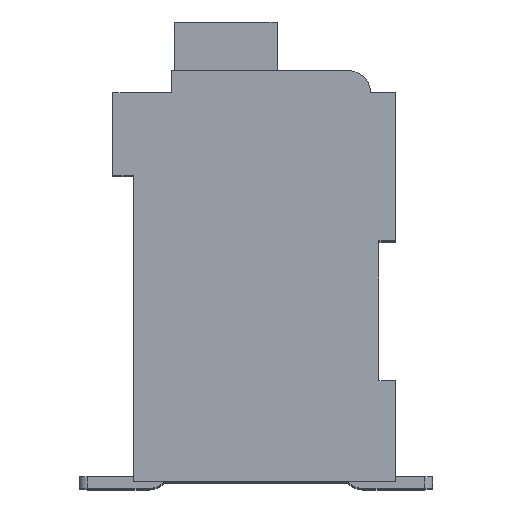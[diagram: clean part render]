
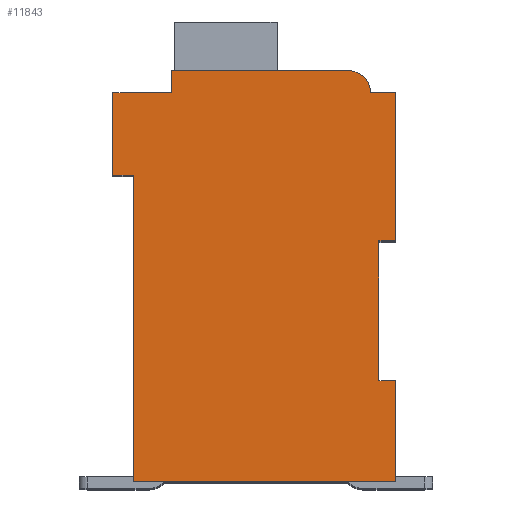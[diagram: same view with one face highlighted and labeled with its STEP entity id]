
A CAD part, top view. The second image highlights one B-rep face of the part: STEP entity #11843.
In plain terms, the highlighted planar face has unit normal (0, 0, 1).
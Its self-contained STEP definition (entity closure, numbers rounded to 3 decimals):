
#1984=DIRECTION('',(1.,0.,0.));
#1985=VECTOR('',#1984,0.5);
#1986=CARTESIAN_POINT('',(7.3,7.15,2.1));
#1987=LINE('',#1986,#1985);
#1988=DIRECTION('',(0.,1.,0.));
#1989=VECTOR('',#1988,4.15);
#1990=CARTESIAN_POINT('',(7.3,3.,2.1));
#1991=LINE('',#1990,#1989);
#1992=DIRECTION('',(-1.,0.,0.));
#1993=VECTOR('',#1992,0.5);
#1994=CARTESIAN_POINT('',(7.8,3.,2.1));
#1995=LINE('',#1994,#1993);
#1996=DIRECTION('',(0.,1.,0.));
#1997=VECTOR('',#1996,3.);
#1998=CARTESIAN_POINT('',(7.8,0.,2.1));
#1999=LINE('',#1998,#1997);
#2000=DIRECTION('',(1.,0.,0.));
#2001=VECTOR('',#2000,7.8);
#2002=CARTESIAN_POINT('',(0.,0.,2.1));
#2003=LINE('',#2002,#2001);
#2004=DIRECTION('',(0.,-1.,0.));
#2005=VECTOR('',#2004,9.1);
#2006=CARTESIAN_POINT('',(0.,9.1,2.1));
#2007=LINE('',#2006,#2005);
#2008=DIRECTION('',(1.,0.,0.));
#2009=VECTOR('',#2008,0.6);
#2010=CARTESIAN_POINT('',(-0.6,9.1,2.1));
#2011=LINE('',#2010,#2009);
#2012=DIRECTION('',(0.,-1.,0.));
#2013=VECTOR('',#2012,2.45);
#2014=CARTESIAN_POINT('',(-0.6,11.55,2.1));
#2015=LINE('',#2014,#2013);
#2016=DIRECTION('',(-1.,0.,0.));
#2017=VECTOR('',#2016,1.75);
#2018=CARTESIAN_POINT('',(1.15,11.55,2.1));
#2019=LINE('',#2018,#2017);
#2020=DIRECTION('',(0.,-1.,0.));
#2021=VECTOR('',#2020,0.65);
#2022=CARTESIAN_POINT('',(1.15,12.2,2.1));
#2023=LINE('',#2022,#2021);
#2024=DIRECTION('',(-1.,0.,0.));
#2025=VECTOR('',#2024,5.25);
#2026=CARTESIAN_POINT('',(6.4,12.2,2.1));
#2027=LINE('',#2026,#2025);
#2028=CARTESIAN_POINT('',(6.4,11.55,2.1));
#2029=DIRECTION('',(0.,0.,1.));
#2030=DIRECTION('',(1.,0.,0.));
#2031=AXIS2_PLACEMENT_3D('',#2028,#2029,#2030);
#2033=DIRECTION('',(-1.,0.,0.));
#2034=VECTOR('',#2033,0.75);
#2035=CARTESIAN_POINT('',(7.8,11.55,2.1));
#2036=LINE('',#2035,#2034);
#2037=DIRECTION('',(0.,1.,0.));
#2038=VECTOR('',#2037,4.4);
#2039=CARTESIAN_POINT('',(7.8,7.15,2.1));
#2040=LINE('',#2039,#2038);
#7643=CARTESIAN_POINT('',(7.3,7.15,2.1));
#7644=CARTESIAN_POINT('',(7.8,7.15,2.1));
#7645=VERTEX_POINT('',#7643);
#7646=VERTEX_POINT('',#7644);
#7647=CARTESIAN_POINT('',(7.8,11.55,2.1));
#7648=VERTEX_POINT('',#7647);
#7649=CARTESIAN_POINT('',(7.05,11.55,2.1));
#7650=VERTEX_POINT('',#7649);
#7651=CARTESIAN_POINT('',(6.4,12.2,2.1));
#7652=VERTEX_POINT('',#7651);
#7653=CARTESIAN_POINT('',(1.15,12.2,2.1));
#7654=VERTEX_POINT('',#7653);
#7655=CARTESIAN_POINT('',(1.15,11.55,2.1));
#7656=VERTEX_POINT('',#7655);
#7657=CARTESIAN_POINT('',(-0.6,11.55,2.1));
#7658=VERTEX_POINT('',#7657);
#7659=CARTESIAN_POINT('',(-0.6,9.1,2.1));
#7660=VERTEX_POINT('',#7659);
#7661=CARTESIAN_POINT('',(0.,9.1,2.1));
#7662=VERTEX_POINT('',#7661);
#7663=CARTESIAN_POINT('',(0.,0.,2.1));
#7664=VERTEX_POINT('',#7663);
#7665=CARTESIAN_POINT('',(7.8,0.,2.1));
#7666=VERTEX_POINT('',#7665);
#7667=CARTESIAN_POINT('',(7.8,3.,2.1));
#7668=VERTEX_POINT('',#7667);
#7669=CARTESIAN_POINT('',(7.3,3.,2.1));
#7670=VERTEX_POINT('',#7669);
#11819=CARTESIAN_POINT('',(0.,0.,2.1));
#11820=DIRECTION('',(0.,0.,1.));
#11821=DIRECTION('',(1.,0.,0.));
#11822=AXIS2_PLACEMENT_3D('',#11819,#11820,#11821);
#11823=PLANE('',#11822);
#11824=ORIENTED_EDGE('',*,*,#10020,.F.);
#11825=ORIENTED_EDGE('',*,*,#10427,.F.);
#11827=ORIENTED_EDGE('',*,*,#11826,.F.);
#11829=ORIENTED_EDGE('',*,*,#11828,.F.);
#11831=ORIENTED_EDGE('',*,*,#11830,.F.);
#11832=ORIENTED_EDGE('',*,*,#10574,.F.);
#11833=ORIENTED_EDGE('',*,*,#10662,.F.);
#11834=ORIENTED_EDGE('',*,*,#10816,.F.);
#11835=ORIENTED_EDGE('',*,*,#10975,.F.);
#11836=ORIENTED_EDGE('',*,*,#11044,.F.);
#11837=ORIENTED_EDGE('',*,*,#11306,.F.);
#11838=ORIENTED_EDGE('',*,*,#11677,.F.);
#11839=ORIENTED_EDGE('',*,*,#11589,.F.);
#11840=ORIENTED_EDGE('',*,*,#10243,.F.);
#11841=EDGE_LOOP('',(#11824,#11825,#11827,#11829,#11831,#11832,#11833,#11834,
#11835,#11836,#11837,#11838,#11839,#11840));
#11842=FACE_OUTER_BOUND('',#11841,.F.);
#2032=CIRCLE('',#2031,0.65);
#10020=EDGE_CURVE('',#7645,#7646,#1987,.T.);
#10243=EDGE_CURVE('',#7646,#7648,#2040,.T.);
#10427=EDGE_CURVE('',#7670,#7645,#1991,.T.);
#10574=EDGE_CURVE('',#7662,#7664,#2007,.T.);
#10662=EDGE_CURVE('',#7660,#7662,#2011,.T.);
#10816=EDGE_CURVE('',#7658,#7660,#2015,.T.);
#10975=EDGE_CURVE('',#7656,#7658,#2019,.T.);
#11044=EDGE_CURVE('',#7654,#7656,#2023,.T.);
#11306=EDGE_CURVE('',#7652,#7654,#2027,.T.);
#11589=EDGE_CURVE('',#7648,#7650,#2036,.T.);
#11677=EDGE_CURVE('',#7650,#7652,#2032,.T.);
#11826=EDGE_CURVE('',#7668,#7670,#1995,.T.);
#11828=EDGE_CURVE('',#7666,#7668,#1999,.T.);
#11830=EDGE_CURVE('',#7664,#7666,#2003,.T.);
#11843=ADVANCED_FACE('',(#11842),#11823,.T.);
